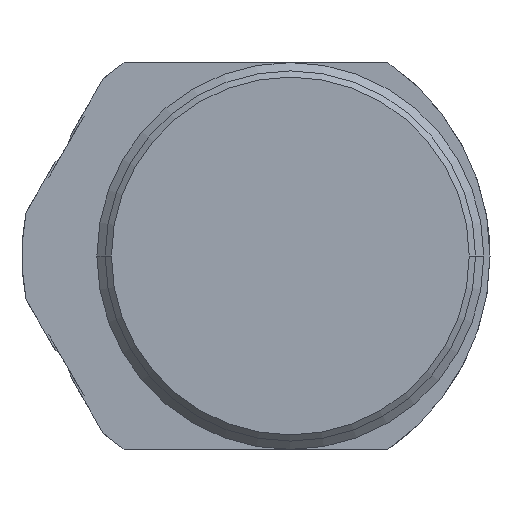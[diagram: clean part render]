
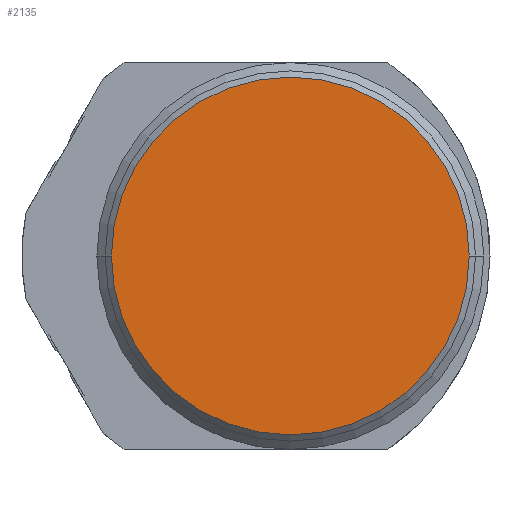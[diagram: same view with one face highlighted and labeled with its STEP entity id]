
A CAD part, left-side view. The second image highlights one B-rep face of the part: STEP entity #2135.
In plain terms, the highlighted planar face has unit normal (-1, 0, 0).
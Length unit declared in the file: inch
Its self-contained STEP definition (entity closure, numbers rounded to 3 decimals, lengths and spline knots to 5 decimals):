
#547=CARTESIAN_POINT('',(-3.312,-0.165,0.));
#548=DIRECTION('',(-1.,0.,0.));
#549=DIRECTION('',(0.,1.,0.));
#550=AXIS2_PLACEMENT_3D('',#547,#548,#549);
#577=CARTESIAN_POINT('',(-3.312,-0.165,0.));
#578=DIRECTION('',(1.,0.,0.));
#579=DIRECTION('',(0.,1.,0.));
#580=AXIS2_PLACEMENT_3D('',#577,#578,#579);
#1662=CARTESIAN_POINT('',(-3.312,0.695,0.));
#1663=CARTESIAN_POINT('',(-3.312,-1.025,0.));
#1664=VERTEX_POINT('',#1662);
#1665=VERTEX_POINT('',#1663);
#2125=CARTESIAN_POINT('',(-3.312,0.,0.));
#2126=DIRECTION('',(1.,0.,0.));
#2127=DIRECTION('',(0.,0.,-1.));
#2128=AXIS2_PLACEMENT_3D('',#2125,#2126,#2127);
#2129=PLANE('',#2128);
#2130=ORIENTED_EDGE('',*,*,#2115,.F.);
#2132=ORIENTED_EDGE('',*,*,#2131,.T.);
#2133=EDGE_LOOP('',(#2130,#2132));
#2134=FACE_OUTER_BOUND('',#2133,.F.);
#551=CIRCLE('',#550,0.86);
#581=CIRCLE('',#580,0.86);
#2115=EDGE_CURVE('',#1664,#1665,#551,.T.);
#2131=EDGE_CURVE('',#1664,#1665,#581,.T.);
#2135=ADVANCED_FACE('',(#2134),#2129,.F.);
